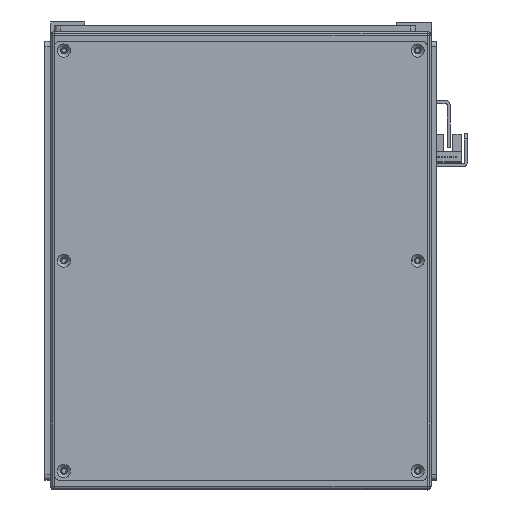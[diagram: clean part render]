
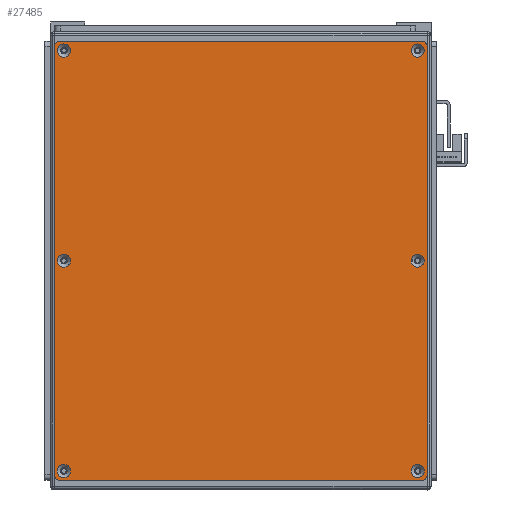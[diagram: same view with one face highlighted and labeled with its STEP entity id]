
A CAD part, front view. The second image highlights one B-rep face of the part: STEP entity #27485.
In plain terms, the highlighted planar face has unit normal (0, -1, 0).
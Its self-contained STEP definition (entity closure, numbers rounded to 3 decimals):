
#766=FACE_BOUND('',#6708,.T.);
#767=FACE_BOUND('',#6709,.T.);
#768=FACE_BOUND('',#6710,.T.);
#769=FACE_BOUND('',#6711,.T.);
#770=FACE_BOUND('',#6712,.T.);
#771=FACE_BOUND('',#6713,.T.);
#2779=CIRCLE('',#30496,3.45);
#2782=CIRCLE('',#30501,3.45);
#2785=CIRCLE('',#30506,3.45);
#2788=CIRCLE('',#30511,3.45);
#2791=CIRCLE('',#30516,3.45);
#2794=CIRCLE('',#30521,3.45);
#2797=CIRCLE('',#30526,3.);
#2799=CIRCLE('',#30529,3.);
#2800=CIRCLE('',#30530,3.);
#2801=CIRCLE('',#30531,3.);
#4907=FACE_OUTER_BOUND('',#6707,.T.);
#6707=EDGE_LOOP('',(#25236,#25237,#25238,#25239,#25240,#25241,#25242,#25243));
#6708=EDGE_LOOP('',(#25244));
#6709=EDGE_LOOP('',(#25245));
#6710=EDGE_LOOP('',(#25246));
#6711=EDGE_LOOP('',(#25247));
#6712=EDGE_LOOP('',(#25248));
#6713=EDGE_LOOP('',(#25249));
#9053=LINE('',#47845,#11384);
#9054=LINE('',#47849,#11385);
#9055=LINE('',#47853,#11386);
#9056=LINE('',#47856,#11387);
#11384=VECTOR('',#38249,10.);
#11385=VECTOR('',#38252,10.);
#11386=VECTOR('',#38255,10.);
#11387=VECTOR('',#38258,10.);
#13911=VERTEX_POINT('',#47775);
#13914=VERTEX_POINT('',#47785);
#13917=VERTEX_POINT('',#47795);
#13920=VERTEX_POINT('',#47805);
#13923=VERTEX_POINT('',#47815);
#13926=VERTEX_POINT('',#47825);
#13929=VERTEX_POINT('',#47835);
#13930=VERTEX_POINT('',#47836);
#13933=VERTEX_POINT('',#47844);
#13934=VERTEX_POINT('',#47846);
#13935=VERTEX_POINT('',#47848);
#13936=VERTEX_POINT('',#47850);
#13937=VERTEX_POINT('',#47852);
#13938=VERTEX_POINT('',#47854);
#17682=EDGE_CURVE('',#13911,#13911,#2779,.T.);
#17687=EDGE_CURVE('',#13914,#13914,#2782,.T.);
#17692=EDGE_CURVE('',#13917,#13917,#2785,.T.);
#17697=EDGE_CURVE('',#13920,#13920,#2788,.T.);
#17702=EDGE_CURVE('',#13923,#13923,#2791,.T.);
#17707=EDGE_CURVE('',#13926,#13926,#2794,.T.);
#17712=EDGE_CURVE('',#13929,#13930,#2797,.T.);
#17716=EDGE_CURVE('',#13929,#13933,#9053,.T.);
#17717=EDGE_CURVE('',#13934,#13933,#2799,.T.);
#17718=EDGE_CURVE('',#13934,#13935,#9054,.T.);
#17719=EDGE_CURVE('',#13936,#13935,#2800,.T.);
#17720=EDGE_CURVE('',#13936,#13937,#9055,.T.);
#17721=EDGE_CURVE('',#13938,#13937,#2801,.T.);
#17722=EDGE_CURVE('',#13938,#13930,#9056,.T.);
#25236=ORIENTED_EDGE('',*,*,#17712,.F.);
#25237=ORIENTED_EDGE('',*,*,#17716,.T.);
#25238=ORIENTED_EDGE('',*,*,#17717,.F.);
#25239=ORIENTED_EDGE('',*,*,#17718,.T.);
#25240=ORIENTED_EDGE('',*,*,#17719,.F.);
#25241=ORIENTED_EDGE('',*,*,#17720,.T.);
#25242=ORIENTED_EDGE('',*,*,#17721,.F.);
#25243=ORIENTED_EDGE('',*,*,#17722,.T.);
#25244=ORIENTED_EDGE('',*,*,#17682,.T.);
#25245=ORIENTED_EDGE('',*,*,#17687,.T.);
#25246=ORIENTED_EDGE('',*,*,#17692,.T.);
#25247=ORIENTED_EDGE('',*,*,#17697,.T.);
#25248=ORIENTED_EDGE('',*,*,#17702,.T.);
#25249=ORIENTED_EDGE('',*,*,#17707,.T.);
#26112=PLANE('',#30528);
#27485=ADVANCED_FACE('',(#4907,#766,#767,#768,#769,#770,#771),#26112,.T.);
#30496=AXIS2_PLACEMENT_3D('',#47776,#38169,#38170);
#30501=AXIS2_PLACEMENT_3D('',#47786,#38181,#38182);
#30506=AXIS2_PLACEMENT_3D('',#47796,#38193,#38194);
#30511=AXIS2_PLACEMENT_3D('',#47806,#38205,#38206);
#30516=AXIS2_PLACEMENT_3D('',#47816,#38217,#38218);
#30521=AXIS2_PLACEMENT_3D('',#47826,#38229,#38230);
#30526=AXIS2_PLACEMENT_3D('',#47837,#38241,#38242);
#30528=AXIS2_PLACEMENT_3D('',#47843,#38247,#38248);
#30529=AXIS2_PLACEMENT_3D('',#47847,#38250,#38251);
#30530=AXIS2_PLACEMENT_3D('',#47851,#38253,#38254);
#30531=AXIS2_PLACEMENT_3D('',#47855,#38256,#38257);
#38169=DIRECTION('center_axis',(0.,1.,0.));
#38170=DIRECTION('ref_axis',(1.,0.,0.));
#38181=DIRECTION('center_axis',(0.,1.,0.));
#38182=DIRECTION('ref_axis',(1.,0.,0.));
#38193=DIRECTION('center_axis',(0.,1.,0.));
#38194=DIRECTION('ref_axis',(1.,0.,0.));
#38205=DIRECTION('center_axis',(0.,1.,0.));
#38206=DIRECTION('ref_axis',(1.,0.,0.));
#38217=DIRECTION('center_axis',(0.,1.,0.));
#38218=DIRECTION('ref_axis',(1.,0.,0.));
#38229=DIRECTION('center_axis',(0.,1.,0.));
#38230=DIRECTION('ref_axis',(1.,0.,0.));
#38241=DIRECTION('center_axis',(0.,1.,0.));
#38242=DIRECTION('ref_axis',(-0.707,0.,0.707));
#38247=DIRECTION('center_axis',(0.,-1.,0.));
#38248=DIRECTION('ref_axis',(0.,0.,-1.));
#38249=DIRECTION('',(0.,0.,-1.));
#38250=DIRECTION('center_axis',(0.,1.,0.));
#38251=DIRECTION('ref_axis',(-0.707,0.,-0.707));
#38252=DIRECTION('',(1.,0.,0.));
#38253=DIRECTION('center_axis',(0.,1.,0.));
#38254=DIRECTION('ref_axis',(0.707,0.,-0.707));
#38255=DIRECTION('',(0.,0.,1.));
#38256=DIRECTION('center_axis',(0.,1.,0.));
#38257=DIRECTION('ref_axis',(0.707,0.,0.707));
#38258=DIRECTION('',(-1.,0.,0.));
#47775=CARTESIAN_POINT('',(107.05,-1.5,93.));
#47776=CARTESIAN_POINT('Origin',(110.5,-1.5,93.));
#47785=CARTESIAN_POINT('',(-3.45,-1.5,93.));
#47786=CARTESIAN_POINT('Origin',(0.,-1.5,93.));
#47795=CARTESIAN_POINT('',(-113.95,-1.5,93.));
#47796=CARTESIAN_POINT('Origin',(-110.5,-1.5,93.));
#47805=CARTESIAN_POINT('',(-113.95,-1.5,-93.));
#47806=CARTESIAN_POINT('Origin',(-110.5,-1.5,-93.));
#47815=CARTESIAN_POINT('',(-3.45,-1.5,-93.));
#47816=CARTESIAN_POINT('Origin',(0.,-1.5,-93.));
#47825=CARTESIAN_POINT('',(107.05,-1.5,-93.));
#47826=CARTESIAN_POINT('Origin',(110.5,-1.5,-93.));
#47835=CARTESIAN_POINT('',(-115.5,-1.5,95.));
#47836=CARTESIAN_POINT('',(-112.5,-1.5,98.));
#47837=CARTESIAN_POINT('Origin',(-112.5,-1.5,95.));
#47843=CARTESIAN_POINT('Origin',(0.,-1.5,0.));
#47844=CARTESIAN_POINT('',(-115.5,-1.5,-95.));
#47845=CARTESIAN_POINT('',(-115.5,-1.5,98.));
#47846=CARTESIAN_POINT('',(-112.5,-1.5,-98.));
#47847=CARTESIAN_POINT('Origin',(-112.5,-1.5,-95.));
#47848=CARTESIAN_POINT('',(112.5,-1.5,-98.));
#47849=CARTESIAN_POINT('',(-115.5,-1.5,-98.));
#47850=CARTESIAN_POINT('',(115.5,-1.5,-95.));
#47851=CARTESIAN_POINT('Origin',(112.5,-1.5,-95.));
#47852=CARTESIAN_POINT('',(115.5,-1.5,95.));
#47853=CARTESIAN_POINT('',(115.5,-1.5,-98.));
#47854=CARTESIAN_POINT('',(112.5,-1.5,98.));
#47855=CARTESIAN_POINT('Origin',(112.5,-1.5,95.));
#47856=CARTESIAN_POINT('',(115.5,-1.5,98.));
